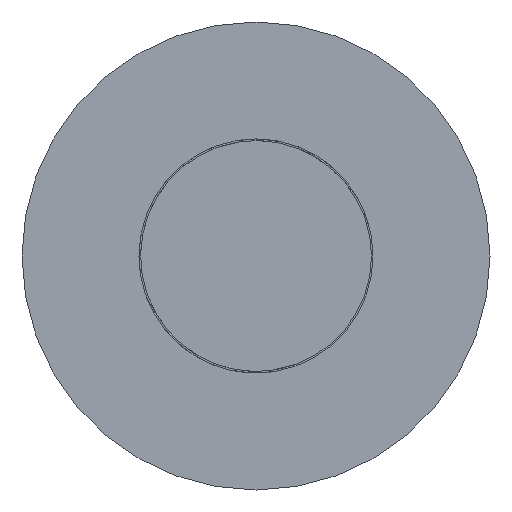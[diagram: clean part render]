
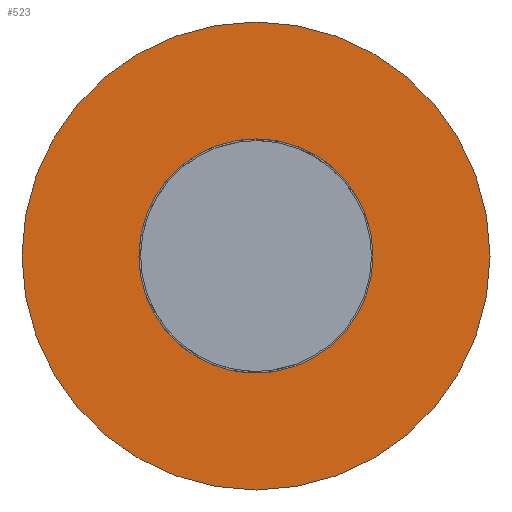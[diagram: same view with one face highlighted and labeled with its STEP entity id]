
A CAD part, left-side view. The second image highlights one B-rep face of the part: STEP entity #523.
In plain terms, the highlighted planar face has unit normal (-1, 0, 0).
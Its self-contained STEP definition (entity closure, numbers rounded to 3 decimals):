
#37=FACE_BOUND('',#93,.T.);
#39=PLANE('',#575);
#59=FACE_OUTER_BOUND('',#92,.T.);
#92=EDGE_LOOP('',(#361));
#93=EDGE_LOOP('',(#362));
#197=CIRCLE('',#570,60.);
#199=CIRCLE('',#573,150.);
#222=VERTEX_POINT('',#782);
#224=VERTEX_POINT('',#788);
#275=EDGE_CURVE('',#222,#222,#197,.T.);
#278=EDGE_CURVE('',#224,#224,#199,.T.);
#361=ORIENTED_EDGE('',*,*,#278,.F.);
#362=ORIENTED_EDGE('',*,*,#275,.F.);
#523=ADVANCED_FACE('',(#59,#37),#39,.F.);
#570=AXIS2_PLACEMENT_3D('',#784,#632,#633);
#573=AXIS2_PLACEMENT_3D('',#790,#639,#640);
#575=AXIS2_PLACEMENT_3D('',#792,#643,#644);
#632=DIRECTION('center_axis',(-1.,0.,0.));
#633=DIRECTION('ref_axis',(0.,1.,0.));
#639=DIRECTION('center_axis',(1.,0.,0.));
#640=DIRECTION('ref_axis',(0.,1.,0.));
#643=DIRECTION('center_axis',(1.,0.,0.));
#644=DIRECTION('ref_axis',(0.,1.,0.));
#782=CARTESIAN_POINT('',(0.,-60.,0.));
#784=CARTESIAN_POINT('Origin',(0.,0.,0.));
#788=CARTESIAN_POINT('',(0.,-150.,0.));
#790=CARTESIAN_POINT('Origin',(0.,0.,0.));
#792=CARTESIAN_POINT('Origin',(0.,0.,0.));
